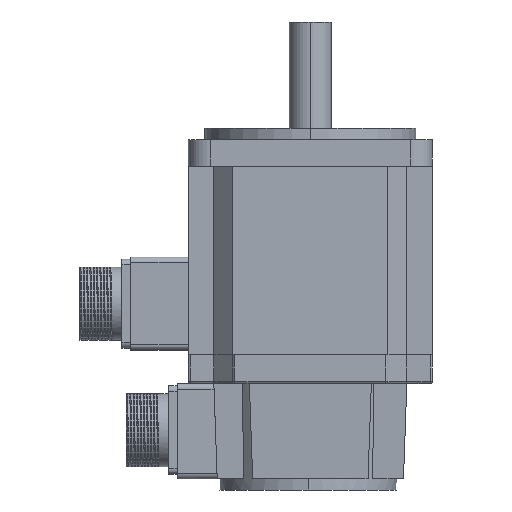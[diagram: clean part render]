
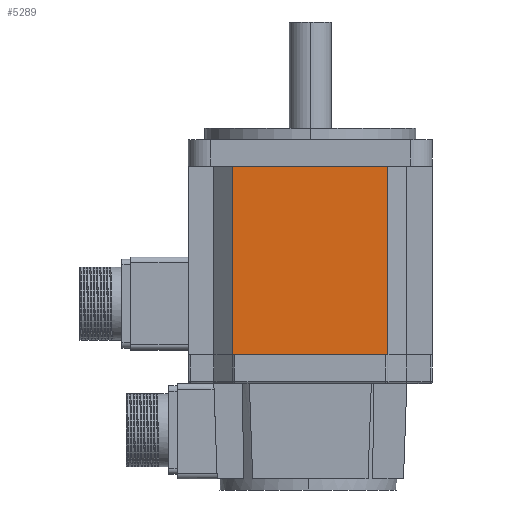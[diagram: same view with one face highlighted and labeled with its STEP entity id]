
A CAD part, left-side view. The second image highlights one B-rep face of the part: STEP entity #5289.
In plain terms, the highlighted planar face has unit normal (-1, 0, 0).
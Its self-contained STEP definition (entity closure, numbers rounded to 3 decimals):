
#26 = VECTOR ( 'NONE', #3597, 1000. ) ;
#359 = EDGE_CURVE ( 'NONE', #2893, #6380, #2224, .T. ) ;
#423 = DIRECTION ( 'NONE',  ( 0., 1., 0. ) ) ;
#449 = CARTESIAN_POINT ( 'NONE',  ( -55., 90., -85. ) ) ;
#632 = DIRECTION ( 'NONE',  ( 0., 0., 1. ) ) ;
#853 = VECTOR ( 'NONE', #632, 1000. ) ;
#952 = FACE_OUTER_BOUND ( 'NONE', #2936, .T. ) ;
#1389 = DIRECTION ( 'NONE',  ( 0., 0., -1. ) ) ;
#1427 = ORIENTED_EDGE ( 'NONE', *, *, #4209, .F. ) ;
#1705 = ORIENTED_EDGE ( 'NONE', *, *, #2810, .F. ) ;
#1830 = LINE ( 'NONE', #7650, #26 ) ;
#1926 = LINE ( 'NONE', #6591, #5301 ) ;
#2224 = LINE ( 'NONE', #2665, #853 ) ;
#2665 = CARTESIAN_POINT ( 'NONE',  ( -55., 20., -85. ) ) ;
#2694 = CARTESIAN_POINT ( 'NONE',  ( -55., 20., -85. ) ) ;
#2770 = ORIENTED_EDGE ( 'NONE', *, *, #359, .T. ) ;
#2775 = VECTOR ( 'NONE', #423, 1000. ) ;
#2810 = EDGE_CURVE ( 'NONE', #2893, #2824, #6371, .T. ) ;
#2824 = VERTEX_POINT ( 'NONE', #449 ) ;
#2893 = VERTEX_POINT ( 'NONE', #7917 ) ;
#2936 = EDGE_LOOP ( 'NONE', ( #3890, #1427, #1705, #2770 ) ) ;
#3218 = DIRECTION ( 'NONE',  ( 0., 0., 1. ) ) ;
#3247 = EDGE_CURVE ( 'NONE', #6380, #6508, #1830, .T. ) ;
#3364 = PLANE ( 'NONE',  #6338 ) ;
#3597 = DIRECTION ( 'NONE',  ( 0., 1., 0. ) ) ;
#3890 = ORIENTED_EDGE ( 'NONE', *, *, #3247, .T. ) ;
#4209 = EDGE_CURVE ( 'NONE', #2824, #6508, #1926, .T. ) ;
#5284 = CARTESIAN_POINT ( 'NONE',  ( -55., 90., 0. ) ) ;
#5289 = ADVANCED_FACE ( 'NONE', ( #952 ), #3364, .F. ) ;
#5301 = VECTOR ( 'NONE', #3218, 1000. ) ;
#5419 = DIRECTION ( 'NONE',  ( 1., 0., 0. ) ) ;
#6338 = AXIS2_PLACEMENT_3D ( 'NONE', #2694, #5419, #1389 ) ;
#6371 = LINE ( 'NONE', #8510, #2775 ) ;
#6380 = VERTEX_POINT ( 'NONE', #6507 ) ;
#6507 = CARTESIAN_POINT ( 'NONE',  ( -55., 20., 0. ) ) ;
#6508 = VERTEX_POINT ( 'NONE', #5284 ) ;
#6591 = CARTESIAN_POINT ( 'NONE',  ( -55., 90., -85. ) ) ;
#7650 = CARTESIAN_POINT ( 'NONE',  ( -55., 20., 0. ) ) ;
#7917 = CARTESIAN_POINT ( 'NONE',  ( -55., 20., -85. ) ) ;
#8510 = CARTESIAN_POINT ( 'NONE',  ( -55., 20., -85. ) ) ;
